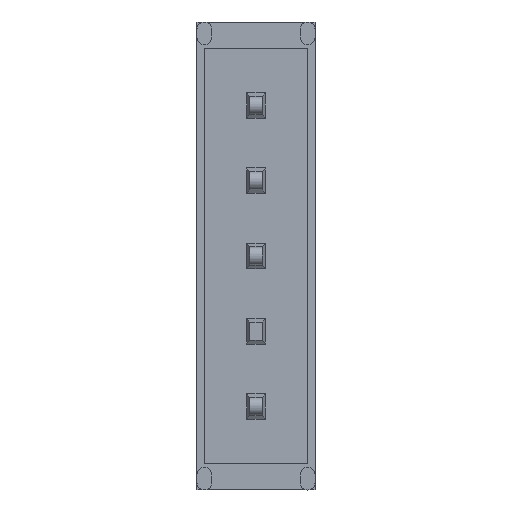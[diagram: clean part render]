
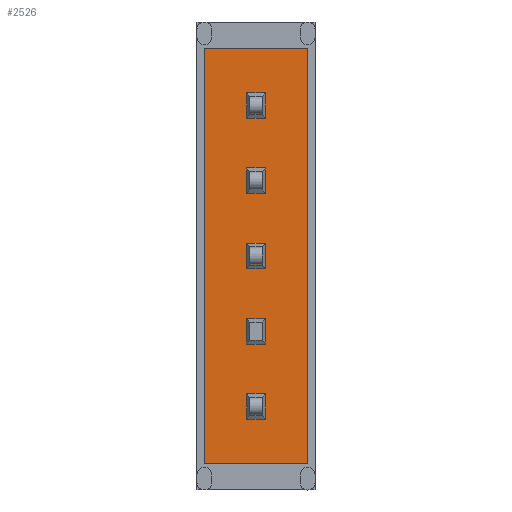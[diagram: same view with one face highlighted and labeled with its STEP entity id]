
A CAD part, front view. The second image highlights one B-rep face of the part: STEP entity #2526.
In plain terms, the highlighted planar face has unit normal (0, -1, 0).
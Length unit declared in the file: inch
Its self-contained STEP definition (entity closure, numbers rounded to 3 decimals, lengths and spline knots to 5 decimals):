
#705=ORIENTED_EDGE('',*,*,#1106,.F.);
#706=ORIENTED_EDGE('',*,*,#1112,.F.);
#707=ORIENTED_EDGE('',*,*,#1110,.F.);
#708=ORIENTED_EDGE('',*,*,#1108,.F.);
#1106=EDGE_CURVE('',#1349,#1350,#1646,.T.);
#1108=EDGE_CURVE('',#1350,#1351,#1648,.T.);
#1110=EDGE_CURVE('',#1351,#1352,#1650,.T.);
#1112=EDGE_CURVE('',#1352,#1349,#1652,.T.);
#1349=VERTEX_POINT('',#4082);
#1350=VERTEX_POINT('',#4084);
#1351=VERTEX_POINT('',#4088);
#1352=VERTEX_POINT('',#4092);
#1646=LINE('',#4083,#1958);
#1648=LINE('',#4087,#1960);
#1650=LINE('',#4091,#1962);
#1652=LINE('',#4095,#1964);
#1958=VECTOR('',#3356,39.37008);
#1960=VECTOR('',#3360,39.37008);
#1962=VECTOR('',#3364,39.37008);
#1964=VECTOR('',#3368,39.37008);
#2118=EDGE_LOOP('',(#705,#706,#707,#708));
#2266=FACE_BOUND('',#2118,.T.);
#2392=PLANE('',#2747);
#2526=ADVANCED_FACE('',(#2266),#2392,.F.);
#2747=AXIS2_PLACEMENT_3D('',#4096,#3369,#3370);
#3356=DIRECTION('',(-1.,0.,0.));
#3360=DIRECTION('',(0.,0.,1.));
#3364=DIRECTION('',(1.,0.,0.));
#3368=DIRECTION('',(0.,0.,-1.));
#3369=DIRECTION('',(0.,1.,0.));
#3370=DIRECTION('',(0.,0.,1.));
#4082=CARTESIAN_POINT('',(0.0685,0.001,-0.276));
#4083=CARTESIAN_POINT('',(0.0685,0.001,-0.276));
#4084=CARTESIAN_POINT('',(-0.0685,0.001,-0.276));
#4087=CARTESIAN_POINT('',(-0.0685,0.001,-0.276));
#4088=CARTESIAN_POINT('',(-0.0685,0.001,0.276));
#4091=CARTESIAN_POINT('',(-0.0685,0.001,0.276));
#4092=CARTESIAN_POINT('',(0.0685,0.001,0.276));
#4095=CARTESIAN_POINT('',(0.0685,0.001,0.276));
#4096=CARTESIAN_POINT('',(0.,0.001,0.));
